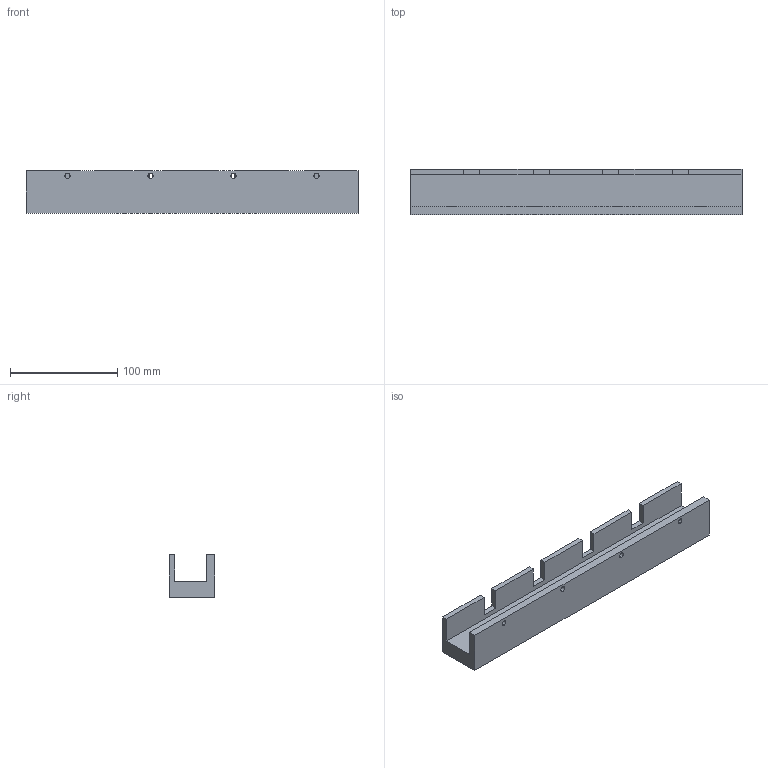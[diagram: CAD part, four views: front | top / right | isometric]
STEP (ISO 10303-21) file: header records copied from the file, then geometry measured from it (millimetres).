
FILE_DESCRIPTION (( 'STEP AP214' ), '1' );
FILE_NAME ('SupportEtampe.STEP', '2025-04-14T01:19:05', ( '' ), ( '' ), 'SwSTEP 2.0', 'SolidWorks 2023', '' );
FILE_SCHEMA (( 'AUTOMOTIVE_DESIGN' ));
Length unit declared in the file: millimetre
Products named in the file (1): SupportEtampe
Bounding box: 310 x 42.5 x 40 mm (x, y, z)
Volume: 287794.7 mm3; surface area: 67213.8 mm2
Topology: 1 solids, 1 shells, 42 faces, 112 edges, 72 vertices
Faces by surface type: plane 26, cone 8, cylinder 8
Entity records: 1335 total; most frequent: CARTESIAN_POINT 227, ORIENTED_EDGE 224, DIRECTION 222, EDGE_CURVE 112, LINE 88, VECTOR 88, VERTEX_POINT 72, AXIS2_PLACEMENT_3D 67
